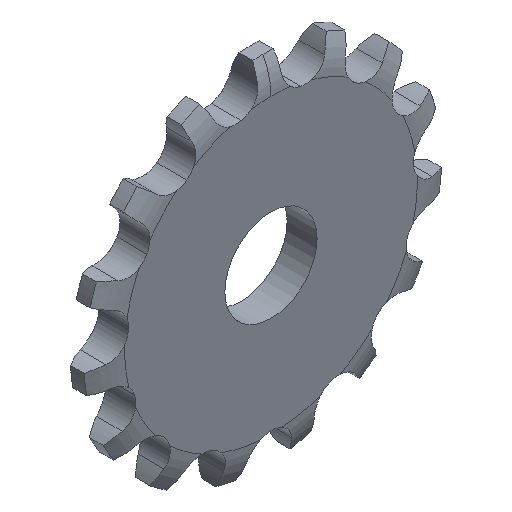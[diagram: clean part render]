
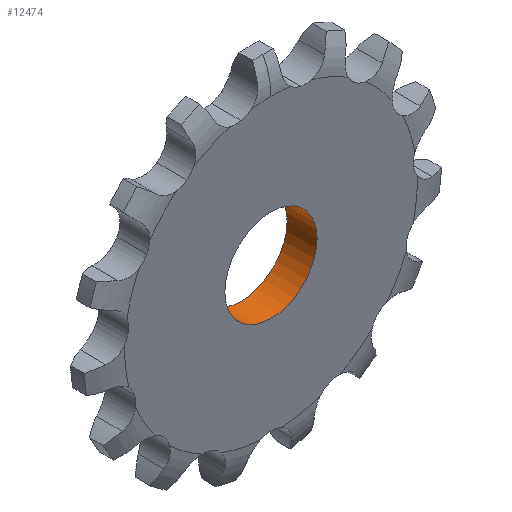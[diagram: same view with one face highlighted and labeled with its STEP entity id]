
A CAD part, isometric view. The second image highlights one B-rep face of the part: STEP entity #12474.
In plain terms, the highlighted cylindrical face has radius 4 mm (diameter 8 mm), a full revolution.
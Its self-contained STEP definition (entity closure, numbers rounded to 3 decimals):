
#44 = PLANE('',#45);
#45 = AXIS2_PLACEMENT_3D('',#46,#47,#48);
#46 = CARTESIAN_POINT('',(0.,0.,
    0.));
#47 = DIRECTION('',(0.,1.,0.));
#48 = DIRECTION('',(0.,0.,-1.));
#100 = PLANE('',#101);
#101 = AXIS2_PLACEMENT_3D('',#102,#103,#104);
#102 = CARTESIAN_POINT('',(0.,-2.6,0.));
#103 = DIRECTION('',(0.,-1.,0.));
#104 = DIRECTION('',(0.,0.,1.));
#2526 = EDGE_CURVE('',#2527,#2527,#2529,.T.);
#2527 = VERTEX_POINT('',#2528);
#2528 = CARTESIAN_POINT('',(4.,0.,0.));
#2529 = SURFACE_CURVE('',#2530,(#2535,#2546),.PCURVE_S1.);
#2530 = CIRCLE('',#2531,4.);
#2531 = AXIS2_PLACEMENT_3D('',#2532,#2533,#2534);
#2532 = CARTESIAN_POINT('',(0.,0.,0.));
#2533 = DIRECTION('',(0.,-1.,0.));
#2534 = DIRECTION('',(1.,0.,0.));
#2535 = PCURVE('',#44,#2536);
#2536 = DEFINITIONAL_REPRESENTATION('',(#2537),#2545);
#2537 = ( BOUNDED_CURVE() B_SPLINE_CURVE(2,(#2538,#2539,#2540,#2541,
#2542,#2543,#2544),.UNSPECIFIED.,.T.,.F.) B_SPLINE_CURVE_WITH_KNOTS((1,2
    ,2,2,2,1),(-2.094,0.,2.094,4.189,
6.283,8.378),.UNSPECIFIED.) CURVE() 
GEOMETRIC_REPRESENTATION_ITEM() RATIONAL_B_SPLINE_CURVE((1.,0.5,1.,0.5,
1.,0.5,1.)) REPRESENTATION_ITEM('') );
#2538 = CARTESIAN_POINT('',(0.,-4.));
#2539 = CARTESIAN_POINT('',(-6.928,-4.));
#2540 = CARTESIAN_POINT('',(-3.464,2.));
#2541 = CARTESIAN_POINT('',(0.,8.));
#2542 = CARTESIAN_POINT('',(3.464,2.));
#2543 = CARTESIAN_POINT('',(6.928,-4.));
#2544 = CARTESIAN_POINT('',(0.,-4.));
#2545 = ( GEOMETRIC_REPRESENTATION_CONTEXT(2) 
PARAMETRIC_REPRESENTATION_CONTEXT() REPRESENTATION_CONTEXT('2D SPACE',''
  ) );
#2546 = PCURVE('',#2547,#2552);
#2547 = CYLINDRICAL_SURFACE('',#2548,4.);
#2548 = AXIS2_PLACEMENT_3D('',#2549,#2550,#2551);
#2549 = CARTESIAN_POINT('',(0.,0.,0.));
#2550 = DIRECTION('',(0.,1.,0.));
#2551 = DIRECTION('',(1.,0.,0.));
#2552 = DEFINITIONAL_REPRESENTATION('',(#2553),#2557);
#2553 = LINE('',#2554,#2555);
#2554 = CARTESIAN_POINT('',(-0.,0.));
#2555 = VECTOR('',#2556,1.);
#2556 = DIRECTION('',(-1.,0.));
#2557 = ( GEOMETRIC_REPRESENTATION_CONTEXT(2) 
PARAMETRIC_REPRESENTATION_CONTEXT() REPRESENTATION_CONTEXT('2D SPACE',''
  ) );
#4505 = EDGE_CURVE('',#4506,#4506,#4508,.T.);
#4506 = VERTEX_POINT('',#4507);
#4507 = CARTESIAN_POINT('',(4.,-2.6,0.));
#4508 = SURFACE_CURVE('',#4509,(#4514,#4525),.PCURVE_S1.);
#4509 = CIRCLE('',#4510,4.);
#4510 = AXIS2_PLACEMENT_3D('',#4511,#4512,#4513);
#4511 = CARTESIAN_POINT('',(0.,-2.6,0.));
#4512 = DIRECTION('',(-0.,1.,0.));
#4513 = DIRECTION('',(1.,0.,0.));
#4514 = PCURVE('',#100,#4515);
#4515 = DEFINITIONAL_REPRESENTATION('',(#4516),#4524);
#4516 = ( BOUNDED_CURVE() B_SPLINE_CURVE(2,(#4517,#4518,#4519,#4520,
#4521,#4522,#4523),.UNSPECIFIED.,.T.,.F.) B_SPLINE_CURVE_WITH_KNOTS((1,2
    ,2,2,2,1),(-2.094,0.,2.094,4.189,
6.283,8.378),.UNSPECIFIED.) CURVE() 
GEOMETRIC_REPRESENTATION_ITEM() RATIONAL_B_SPLINE_CURVE((1.,0.5,1.,0.5,
1.,0.5,1.)) REPRESENTATION_ITEM('') );
#4517 = CARTESIAN_POINT('',(0.,-4.));
#4518 = CARTESIAN_POINT('',(-6.928,-4.));
#4519 = CARTESIAN_POINT('',(-3.464,2.));
#4520 = CARTESIAN_POINT('',(0.,8.));
#4521 = CARTESIAN_POINT('',(3.464,2.));
#4522 = CARTESIAN_POINT('',(6.928,-4.));
#4523 = CARTESIAN_POINT('',(0.,-4.));
#4524 = ( GEOMETRIC_REPRESENTATION_CONTEXT(2) 
PARAMETRIC_REPRESENTATION_CONTEXT() REPRESENTATION_CONTEXT('2D SPACE',''
  ) );
#4525 = PCURVE('',#2547,#4526);
#4526 = DEFINITIONAL_REPRESENTATION('',(#4527),#4531);
#4527 = LINE('',#4528,#4529);
#4528 = CARTESIAN_POINT('',(-6.283,-2.6));
#4529 = VECTOR('',#4530,1.);
#4530 = DIRECTION('',(1.,-0.));
#4531 = ( GEOMETRIC_REPRESENTATION_CONTEXT(2) 
PARAMETRIC_REPRESENTATION_CONTEXT() REPRESENTATION_CONTEXT('2D SPACE',''
  ) );
#12474 = ADVANCED_FACE('',(#12475),#2547,.F.);
#12475 = FACE_BOUND('',#12476,.T.);
#12476 = EDGE_LOOP('',(#12477,#12478,#12499,#12500));
#12477 = ORIENTED_EDGE('',*,*,#2526,.F.);
#12478 = ORIENTED_EDGE('',*,*,#12479,.T.);
#12479 = EDGE_CURVE('',#2527,#4506,#12480,.T.);
#12480 = SEAM_CURVE('',#12481,(#12485,#12492),.PCURVE_S1.);
#12481 = LINE('',#12482,#12483);
#12482 = CARTESIAN_POINT('',(4.,0.,0.));
#12483 = VECTOR('',#12484,1.);
#12484 = DIRECTION('',(0.,-1.,0.));
#12485 = PCURVE('',#2547,#12486);
#12486 = DEFINITIONAL_REPRESENTATION('',(#12487),#12491);
#12487 = LINE('',#12488,#12489);
#12488 = CARTESIAN_POINT('',(-6.283,0.));
#12489 = VECTOR('',#12490,1.);
#12490 = DIRECTION('',(-0.,-1.));
#12491 = ( GEOMETRIC_REPRESENTATION_CONTEXT(2) 
PARAMETRIC_REPRESENTATION_CONTEXT() REPRESENTATION_CONTEXT('2D SPACE',''
  ) );
#12492 = PCURVE('',#2547,#12493);
#12493 = DEFINITIONAL_REPRESENTATION('',(#12494),#12498);
#12494 = LINE('',#12495,#12496);
#12495 = CARTESIAN_POINT('',(-0.,0.));
#12496 = VECTOR('',#12497,1.);
#12497 = DIRECTION('',(-0.,-1.));
#12498 = ( GEOMETRIC_REPRESENTATION_CONTEXT(2) 
PARAMETRIC_REPRESENTATION_CONTEXT() REPRESENTATION_CONTEXT('2D SPACE',''
  ) );
#12499 = ORIENTED_EDGE('',*,*,#4505,.F.);
#12500 = ORIENTED_EDGE('',*,*,#12479,.F.);
